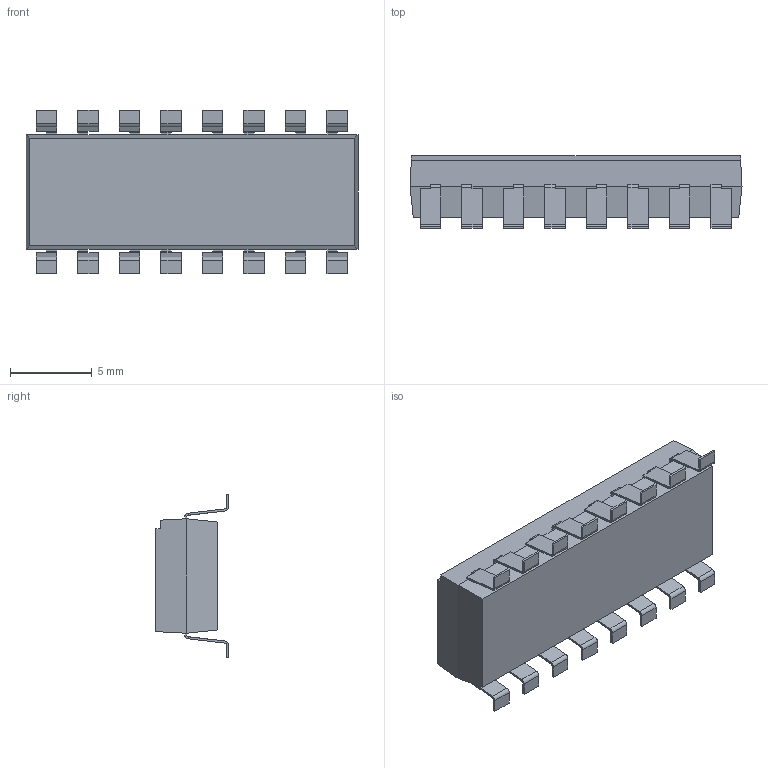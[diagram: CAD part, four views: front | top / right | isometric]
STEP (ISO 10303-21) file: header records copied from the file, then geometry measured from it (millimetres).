
FILE_DESCRIPTION(('FreeCAD Model'),'2;1');
FILE_NAME( 'DIP-16_SMD.step', '2017-07-28T16:06:42',('kicad StepUp'),('ksu MCAD'), 'Open CASCADE STEP processor 7.1','FreeCAD','Unknown');
FILE_SCHEMA(('AUTOMOTIVE_DESIGN_CC2 { 1 2 10303 214 -1 1 5 4 }'));
Length unit declared in the file: millimetre
Products named in the file (1): DIP-16_SMD
Bounding box: 20.3 x 4.45 x 10 mm (x, y, z)
Volume: 530.2 mm3; surface area: 630 mm2
Topology: 1 solids, 1 shells, 255 faces, 720 edges, 468 vertices
Faces by surface type: plane 189, cylinder 66
Entity records: 9956 total; most frequent: CARTESIAN_POINT 1444, ORIENTED_EDGE 1440, DIRECTION 1364, EDGE_CURVE 720, LINE 588, VECTOR 588, VERTEX_POINT 468, AXIS2_PLACEMENT_3D 388
